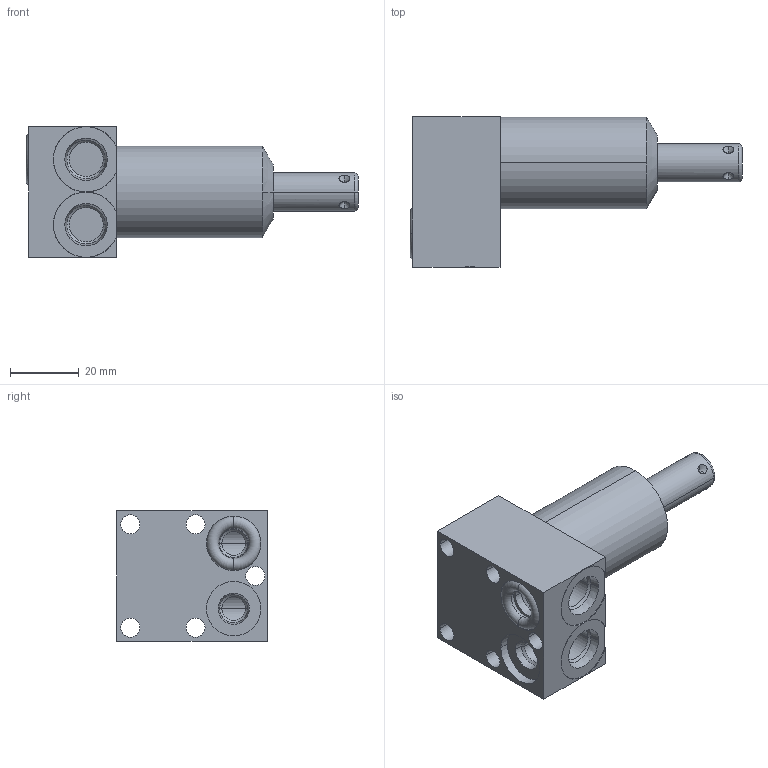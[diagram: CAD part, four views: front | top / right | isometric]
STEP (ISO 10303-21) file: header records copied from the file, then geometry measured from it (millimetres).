
FILE_DESCRIPTION((''),'2;1');
FILE_NAME('ILC25220502','2022-01-21T07:04:52',('rkuestersteffen'),(''),'CREO PARAMETRIC BY PTC INC, 2021164','CREO PARAMETRIC BY PTC INC, 2021164','');
FILE_SCHEMA(('AUTOMOTIVE_DESIGN { 1 0 10303 214 1 1 1 1 }'));
Length unit declared in the file: inch
Products named in the file (1): ILC25220502
Bounding box: 96.85 x 43.94 x 38.1 mm (x, y, z)
Volume: 62171.2 mm3; surface area: 16349.2 mm2
Topology: 2 solids, 3 shells, 84 faces, 206 edges, 124 vertices
Faces by surface type: cylinder 32, cone 28, plane 18, torus 6
Entity records: 3725 total; most frequent: CARTESIAN_POINT 621, DIRECTION 510, ORIENTED_EDGE 380, PRESENTATION_STYLE_ASSIGNMENT 241, STYLED_ITEM 232, CURVE_STYLE 229, AXIS2_PLACEMENT_3D 195, EDGE_CURVE 192
